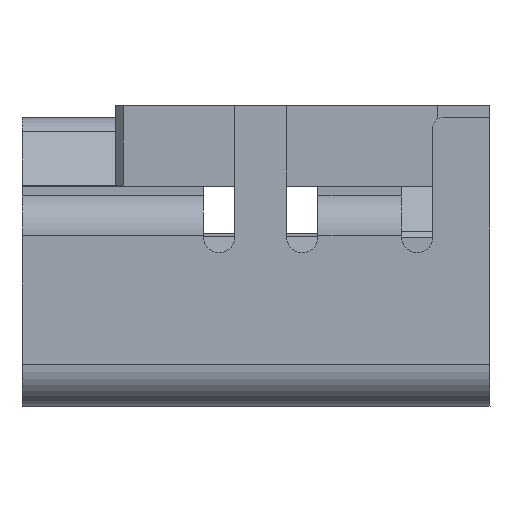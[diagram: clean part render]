
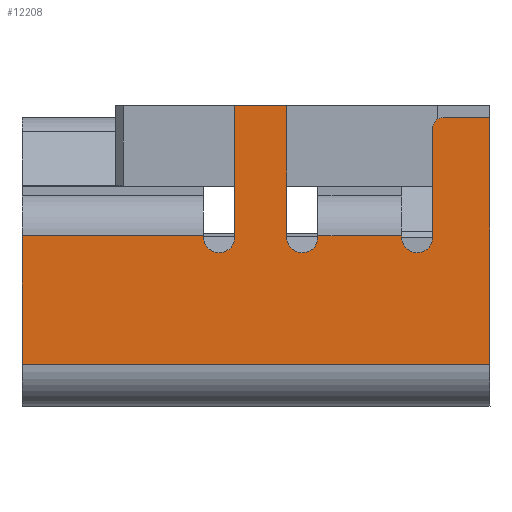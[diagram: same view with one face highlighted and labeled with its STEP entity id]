
A CAD part, left-side view. The second image highlights one B-rep face of the part: STEP entity #12208.
In plain terms, the highlighted planar face has unit normal (-1, 0, 0).
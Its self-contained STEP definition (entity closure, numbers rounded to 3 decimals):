
#282=CIRCLE('',#12835,0.002);
#283=CIRCLE('',#12836,0.003);
#284=CIRCLE('',#12837,0.003);
#285=CIRCLE('',#12838,0.003);
#567=FACE_OUTER_BOUND('',#1185,.T.);
#1185=EDGE_LOOP('',(#8053,#8054,#8055,#8056,#8057,#8058,#8059,#8060,#8061,
#8062,#8063,#8064,#8065,#8066,#8067,#8068,#8069));
#1854=LINE('',#17121,#3429);
#1855=LINE('',#17125,#3430);
#1856=LINE('',#17127,#3431);
#1857=LINE('',#17131,#3432);
#1858=LINE('',#17135,#3433);
#1859=LINE('',#17137,#3434);
#1860=LINE('',#17139,#3435);
#1861=LINE('',#17143,#3436);
#1862=LINE('',#17145,#3437);
#1863=LINE('',#17147,#3438);
#1864=LINE('',#17151,#3439);
#1865=LINE('',#17153,#3440);
#1866=LINE('',#17154,#3441);
#3429=VECTOR('',#13754,0.116);
#3430=VECTOR('',#13759,0.1);
#3431=VECTOR('',#13760,0.013);
#3432=VECTOR('',#13763,0.021);
#3433=VECTOR('',#13766,0.);
#3434=VECTOR('',#13767,0.016);
#3435=VECTOR('',#13768,0.);
#3436=VECTOR('',#13771,0.043);
#3437=VECTOR('',#13772,0.1);
#3438=VECTOR('',#13773,0.043);
#3439=VECTOR('',#13776,0.);
#3440=VECTOR('',#13777,0.035);
#3441=VECTOR('',#13778,0.025);
#5012=VERTEX_POINT('',#17118);
#5013=VERTEX_POINT('',#17120);
#5014=VERTEX_POINT('',#17124);
#5015=VERTEX_POINT('',#17126);
#5016=VERTEX_POINT('',#17128);
#5017=VERTEX_POINT('',#17130);
#5018=VERTEX_POINT('',#17132);
#5019=VERTEX_POINT('',#17134);
#5020=VERTEX_POINT('',#17136);
#5021=VERTEX_POINT('',#17138);
#5022=VERTEX_POINT('',#17140);
#5023=VERTEX_POINT('',#17142);
#5024=VERTEX_POINT('',#17144);
#5025=VERTEX_POINT('',#17146);
#5026=VERTEX_POINT('',#17148);
#5027=VERTEX_POINT('',#17150);
#5028=VERTEX_POINT('',#17152);
#6205=EDGE_CURVE('',#5012,#5013,#1854,.T.);
#6207=EDGE_CURVE('',#5012,#5014,#1855,.T.);
#6208=EDGE_CURVE('',#5015,#5014,#1856,.T.);
#6209=EDGE_CURVE('',#5015,#5016,#282,.T.);
#6210=EDGE_CURVE('',#5016,#5017,#1857,.T.);
#6211=EDGE_CURVE('',#5017,#5018,#283,.T.);
#6212=EDGE_CURVE('',#5018,#5019,#1858,.T.);
#6213=EDGE_CURVE('',#5020,#5019,#1859,.T.);
#6214=EDGE_CURVE('',#5020,#5021,#1860,.T.);
#6215=EDGE_CURVE('',#5021,#5022,#284,.T.);
#6216=EDGE_CURVE('',#5022,#5023,#1861,.T.);
#6217=EDGE_CURVE('',#5023,#5024,#1862,.T.);
#6218=EDGE_CURVE('',#5024,#5025,#1863,.T.);
#6219=EDGE_CURVE('',#5025,#5026,#285,.T.);
#6220=EDGE_CURVE('',#5026,#5027,#1864,.T.);
#6221=EDGE_CURVE('',#5028,#5027,#1865,.T.);
#6222=EDGE_CURVE('',#5013,#5028,#1866,.T.);
#8053=ORIENTED_EDGE('',*,*,#6207,.T.);
#8054=ORIENTED_EDGE('',*,*,#6208,.F.);
#8055=ORIENTED_EDGE('',*,*,#6209,.T.);
#8056=ORIENTED_EDGE('',*,*,#6210,.T.);
#8057=ORIENTED_EDGE('',*,*,#6211,.T.);
#8058=ORIENTED_EDGE('',*,*,#6212,.T.);
#8059=ORIENTED_EDGE('',*,*,#6213,.F.);
#8060=ORIENTED_EDGE('',*,*,#6214,.T.);
#8061=ORIENTED_EDGE('',*,*,#6215,.T.);
#8062=ORIENTED_EDGE('',*,*,#6216,.T.);
#8063=ORIENTED_EDGE('',*,*,#6217,.T.);
#8064=ORIENTED_EDGE('',*,*,#6218,.T.);
#8065=ORIENTED_EDGE('',*,*,#6219,.T.);
#8066=ORIENTED_EDGE('',*,*,#6220,.T.);
#8067=ORIENTED_EDGE('',*,*,#6221,.F.);
#8068=ORIENTED_EDGE('',*,*,#6222,.F.);
#8069=ORIENTED_EDGE('',*,*,#6205,.F.);
#11708=PLANE('',#12834);
#12208=ADVANCED_FACE('',(#567),#11708,.T.);
#12834=AXIS2_PLACEMENT_3D('',#17123,#13757,#13758);
#12835=AXIS2_PLACEMENT_3D('',#17129,#13761,#13762);
#12836=AXIS2_PLACEMENT_3D('',#17133,#13764,#13765);
#12837=AXIS2_PLACEMENT_3D('',#17141,#13769,#13770);
#12838=AXIS2_PLACEMENT_3D('',#17149,#13774,#13775);
#13754=DIRECTION('',(0.,1.,0.));
#13757=DIRECTION('center_axis',(-1.,0.,0.));
#13758=DIRECTION('ref_axis',(0.,0.,1.));
#13759=DIRECTION('',(0.,0.,1.));
#13760=DIRECTION('',(0.,-1.,0.));
#13761=DIRECTION('center_axis',(-1.,0.,0.));
#13762=DIRECTION('ref_axis',(0.,0.,1.));
#13763=DIRECTION('',(0.,0.,-1.));
#13764=DIRECTION('center_axis',(1.,0.,0.));
#13765=DIRECTION('ref_axis',(0.,-1.,0.));
#13766=DIRECTION('',(0.,0.,1.));
#13767=DIRECTION('',(0.,-1.,0.));
#13768=DIRECTION('',(0.,0.,-1.));
#13769=DIRECTION('center_axis',(1.,0.,0.));
#13770=DIRECTION('ref_axis',(0.,-1.,0.));
#13771=DIRECTION('',(0.,0.,1.));
#13772=DIRECTION('',(0.,1.,0.));
#13773=DIRECTION('',(0.,0.,-1.));
#13774=DIRECTION('center_axis',(1.,0.,0.));
#13775=DIRECTION('ref_axis',(0.,-1.,0.));
#13776=DIRECTION('',(0.,0.,1.));
#13777=DIRECTION('',(0.,-1.,0.));
#13778=DIRECTION('',(0.,0.,1.));
#17118=CARTESIAN_POINT('',(-0.068,-0.035,-0.025));
#17120=CARTESIAN_POINT('',(-0.068,0.055,-0.025));
#17121=CARTESIAN_POINT('',(-0.068,-0.06,-0.025));
#17123=CARTESIAN_POINT('Origin',(-0.068,0.055,-0.025));
#17124=CARTESIAN_POINT('',(-0.068,-0.035,0.022));
#17125=CARTESIAN_POINT('',(-0.068,-0.035,-0.017));
#17126=CARTESIAN_POINT('',(-0.068,-0.026,0.022));
#17127=CARTESIAN_POINT('',(-0.068,-0.026,0.022));
#17128=CARTESIAN_POINT('',(-0.068,-0.024,0.02));
#17129=CARTESIAN_POINT('Origin',(-0.068,-0.026,0.02));
#17130=CARTESIAN_POINT('',(-0.068,-0.024,-0.001));
#17131=CARTESIAN_POINT('',(-0.068,-0.024,0.02));
#17132=CARTESIAN_POINT('',(-0.068,-0.018,-0.001));
#17133=CARTESIAN_POINT('Origin',(-0.068,-0.021,-0.001));
#17134=CARTESIAN_POINT('',(-0.068,-0.018,0.));
#17135=CARTESIAN_POINT('',(-0.068,-0.018,-0.001));
#17136=CARTESIAN_POINT('',(-0.068,-0.002,0.));
#17137=CARTESIAN_POINT('',(-0.068,-0.002,0.));
#17138=CARTESIAN_POINT('',(-0.068,-0.002,-0.001));
#17139=CARTESIAN_POINT('',(-0.068,-0.002,0.));
#17140=CARTESIAN_POINT('',(-0.068,0.004,-0.001));
#17141=CARTESIAN_POINT('Origin',(-0.068,0.001,-0.001));
#17142=CARTESIAN_POINT('',(-0.068,0.004,0.025));
#17143=CARTESIAN_POINT('',(-0.068,0.004,-0.001));
#17144=CARTESIAN_POINT('',(-0.068,0.014,0.025));
#17145=CARTESIAN_POINT('',(-0.068,0.018,0.025));
#17146=CARTESIAN_POINT('',(-0.068,0.014,-0.001));
#17147=CARTESIAN_POINT('',(-0.068,0.014,0.043));
#17148=CARTESIAN_POINT('',(-0.068,0.02,-0.001));
#17149=CARTESIAN_POINT('Origin',(-0.068,0.017,-0.001));
#17150=CARTESIAN_POINT('',(-0.068,0.02,0.));
#17151=CARTESIAN_POINT('',(-0.068,0.02,-0.001));
#17152=CARTESIAN_POINT('',(-0.068,0.055,0.));
#17153=CARTESIAN_POINT('',(-0.068,0.055,0.));
#17154=CARTESIAN_POINT('',(-0.068,0.055,-0.025));
